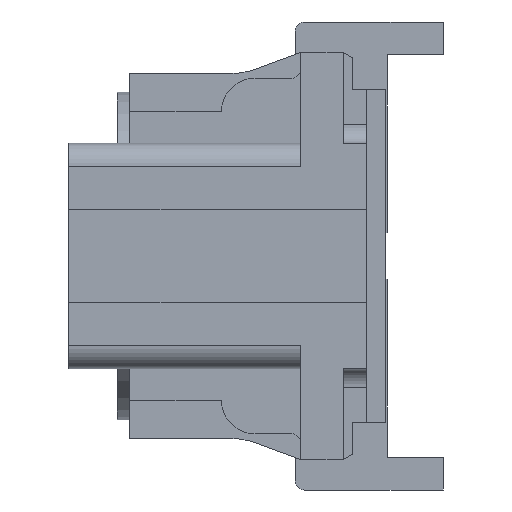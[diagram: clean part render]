
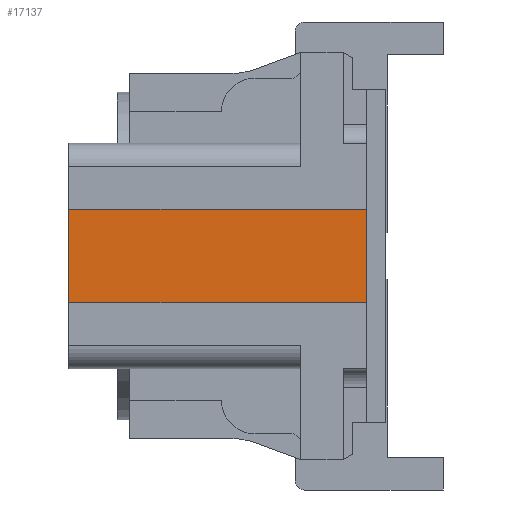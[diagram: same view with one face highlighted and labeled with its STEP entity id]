
A CAD part, left-side view. The second image highlights one B-rep face of the part: STEP entity #17137.
In plain terms, the highlighted planar face has unit normal (-1, 0, 0).
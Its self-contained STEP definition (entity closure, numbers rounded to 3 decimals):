
#1860=ORIENTED_EDGE('',*,*,#6504,.F.);
#1861=ORIENTED_EDGE('',*,*,#6454,.F.);
#1862=ORIENTED_EDGE('',*,*,#6505,.T.);
#1863=ORIENTED_EDGE('',*,*,#5682,.F.);
#5682=EDGE_CURVE('',#8235,#8236,#9950,.T.);
#6454=EDGE_CURVE('',#8757,#8758,#10670,.T.);
#6504=EDGE_CURVE('',#8758,#8235,#10710,.T.);
#6505=EDGE_CURVE('',#8757,#8236,#10711,.T.);
#8235=VERTEX_POINT('',#23774);
#8236=VERTEX_POINT('',#23776);
#8757=VERTEX_POINT('',#25201);
#8758=VERTEX_POINT('',#25203);
#9950=LINE('',#23775,#12388);
#10670=LINE('',#25202,#13108);
#10710=LINE('',#25292,#13148);
#10711=LINE('',#25294,#13149);
#12388=VECTOR('',#19165,1000.);
#13108=VECTOR('',#20255,1000.);
#13148=VECTOR('',#20343,1000.);
#13149=VECTOR('',#20346,1000.);
#14718=EDGE_LOOP('',(#1860,#1861,#1862,#1863));
#15547=FACE_BOUND('',#14718,.T.);
#16352=PLANE('',#18097);
#17137=ADVANCED_FACE('',(#15547),#16352,.F.);
#18097=AXIS2_PLACEMENT_3D('',#25295,#20347,#20348);
#19165=DIRECTION('',(0.,0.,-1.));
#20255=DIRECTION('',(0.,0.,1.));
#20343=DIRECTION('',(0.,-1.,0.));
#20346=DIRECTION('',(0.,-1.,0.));
#20347=DIRECTION('',(1.,0.,0.));
#20348=DIRECTION('',(0.,0.,-1.));
#23774=CARTESIAN_POINT('',(-3.46,0.2,0.5));
#23775=CARTESIAN_POINT('',(-3.46,0.2,-0.5));
#23776=CARTESIAN_POINT('',(-3.46,0.2,-0.5));
#25201=CARTESIAN_POINT('',(-3.46,3.38,-0.5));
#25202=CARTESIAN_POINT('',(-3.46,3.38,-0.5));
#25203=CARTESIAN_POINT('',(-3.46,3.38,0.5));
#25292=CARTESIAN_POINT('',(-3.46,2.73,0.5));
#25294=CARTESIAN_POINT('',(-3.46,2.73,-0.5));
#25295=CARTESIAN_POINT('',(-3.46,2.73,-0.5));
